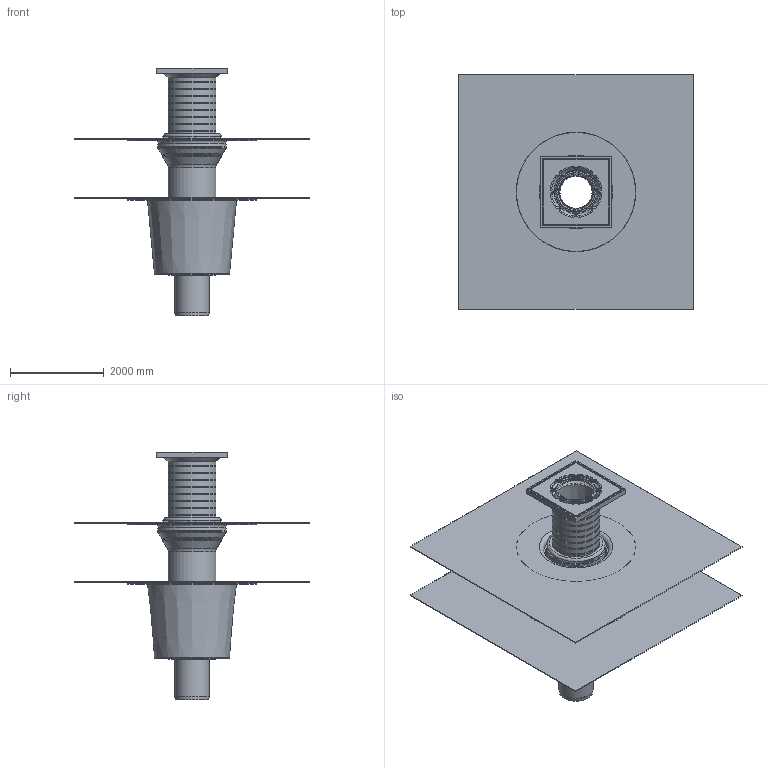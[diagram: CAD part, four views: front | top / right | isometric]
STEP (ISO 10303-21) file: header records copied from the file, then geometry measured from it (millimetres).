
FILE_DESCRIPTION(/* description */ (''),/* implementation_level */ '2;1');
FILE_NAME(/* name */ '16397.070X_3D.stp',/* time_stamp */ '2025-01-06T10:03:06+01:00',/* author */ ('c.rudolph'),/* organization */ (''),/* preprocessor_version */ 'ST-DEVELOPER v20',/* originating_system */ 'AutoCAD Mechanical',/* authorisation */ '');
FILE_SCHEMA (('AUTOMOTIVE_DESIGN { 1 0 10303 214 3 1 1 }'));
Length unit declared in the file: centimetre
Products named in the file (2): Product; *S0
Assembly tree (1 placements, depth 2):
  Product
    *S0
Bounding box: 5000 x 5000 x 5276.83 mm (x, y, z)
Volume: 3337404319.2 mm3; surface area: 200079041.1 mm2
Topology: 17 solids, 19 shells, 560 faces, 1318 edges, 832 vertices
Faces by surface type: plane 170, cylinder 169, torus 137, cone 76, sphere 8
Full cylindrical faces by diameter (mm): 35 x4, 40 x3, 80 x4, 100 x1, 698 x2, 730 x4, 750 x1, 780 x1, 960 x1, 980 x1, 1000 x1, 1010 x8, 1020 x11, 1024 x1, 1140 x1, 1150 x2, 1160 x4, 1180 x1, 1200 x6, 1250 x1, 1400 x4, 1430 x4, 1460 x2, 1470 x1
Entity records: 17090 total; most frequent: CARTESIAN_POINT 3451, DIRECTION 3170, ORIENTED_EDGE 2634, AXIS2_PLACEMENT_3D 1366, EDGE_CURVE 1317, VERTEX_POINT 830, CIRCLE 787, EDGE_LOOP 657
